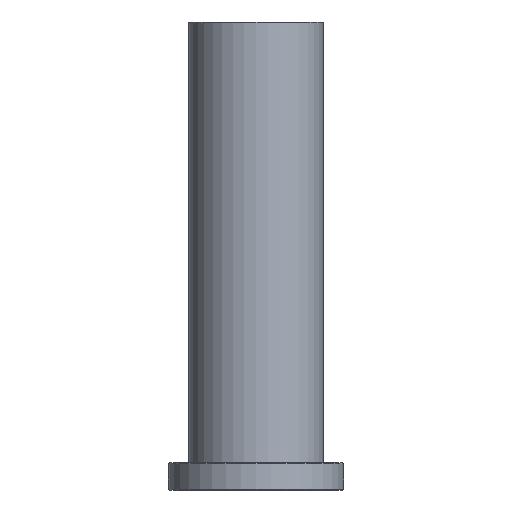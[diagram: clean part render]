
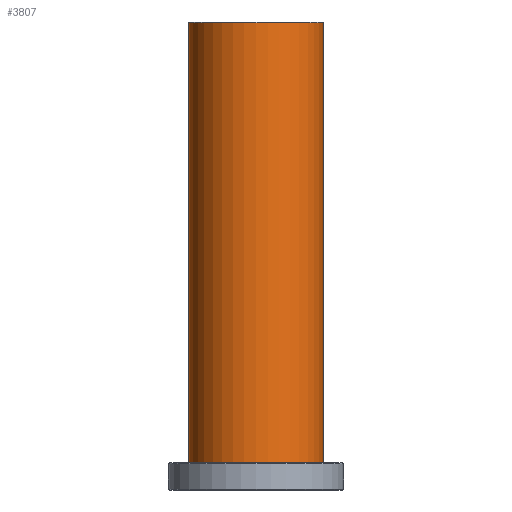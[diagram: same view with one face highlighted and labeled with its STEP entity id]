
A CAD part, front view. The second image highlights one B-rep face of the part: STEP entity #3807.
In plain terms, the highlighted cylindrical face has radius 17.425 mm (diameter 34.85 mm), a full revolution.
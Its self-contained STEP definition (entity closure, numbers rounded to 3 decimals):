
#2713 = PLANE('',#2714);
#2714 = AXIS2_PLACEMENT_3D('',#2715,#2716,#2717);
#2715 = CARTESIAN_POINT('',(0.,0.,7.));
#2716 = DIRECTION('',(0.,0.,1.));
#2717 = DIRECTION('',(1.,0.,0.));
#3649 = EDGE_CURVE('',#3650,#3650,#3652,.T.);
#3650 = VERTEX_POINT('',#3651);
#3651 = CARTESIAN_POINT('',(17.425,0.,7.));
#3652 = SURFACE_CURVE('',#3653,(#3658,#3665),.PCURVE_S1.);
#3653 = CIRCLE('',#3654,17.425);
#3654 = AXIS2_PLACEMENT_3D('',#3655,#3656,#3657);
#3655 = CARTESIAN_POINT('',(0.,0.,7.));
#3656 = DIRECTION('',(0.,0.,1.));
#3657 = DIRECTION('',(1.,0.,0.));
#3658 = PCURVE('',#2713,#3659);
#3659 = DEFINITIONAL_REPRESENTATION('',(#3660),#3664);
#3660 = CIRCLE('',#3661,17.425);
#3661 = AXIS2_PLACEMENT_2D('',#3662,#3663);
#3662 = CARTESIAN_POINT('',(0.,0.));
#3663 = DIRECTION('',(1.,0.));
#3664 = ( GEOMETRIC_REPRESENTATION_CONTEXT(2) 
PARAMETRIC_REPRESENTATION_CONTEXT() REPRESENTATION_CONTEXT('2D SPACE',''
  ) );
#3665 = PCURVE('',#3666,#3671);
#3666 = CYLINDRICAL_SURFACE('',#3667,17.425);
#3667 = AXIS2_PLACEMENT_3D('',#3668,#3669,#3670);
#3668 = CARTESIAN_POINT('',(0.,0.,7.));
#3669 = DIRECTION('',(-0.,-0.,-1.));
#3670 = DIRECTION('',(1.,0.,0.));
#3671 = DEFINITIONAL_REPRESENTATION('',(#3672),#3676);
#3672 = LINE('',#3673,#3674);
#3673 = CARTESIAN_POINT('',(-0.,0.));
#3674 = VECTOR('',#3675,1.);
#3675 = DIRECTION('',(-1.,0.));
#3676 = ( GEOMETRIC_REPRESENTATION_CONTEXT(2) 
PARAMETRIC_REPRESENTATION_CONTEXT() REPRESENTATION_CONTEXT('2D SPACE',''
  ) );
#3766 = CONICAL_SURFACE('',#3767,17.425,0.785);
#3767 = AXIS2_PLACEMENT_3D('',#3768,#3769,#3770);
#3768 = CARTESIAN_POINT('',(0.,0.,120.6));
#3769 = DIRECTION('',(-0.,-0.,-1.));
#3770 = DIRECTION('',(1.,0.,0.));
#3807 = ADVANCED_FACE('',(#3808),#3666,.T.);
#3808 = FACE_BOUND('',#3809,.F.);
#3809 = EDGE_LOOP('',(#3810,#3833,#3855,#3856));
#3810 = ORIENTED_EDGE('',*,*,#3811,.T.);
#3811 = EDGE_CURVE('',#3650,#3812,#3814,.T.);
#3812 = VERTEX_POINT('',#3813);
#3813 = CARTESIAN_POINT('',(17.425,0.,120.6));
#3814 = SEAM_CURVE('',#3815,(#3819,#3826),.PCURVE_S1.);
#3815 = LINE('',#3816,#3817);
#3816 = CARTESIAN_POINT('',(17.425,0.,7.));
#3817 = VECTOR('',#3818,1.);
#3818 = DIRECTION('',(0.,0.,1.));
#3819 = PCURVE('',#3666,#3820);
#3820 = DEFINITIONAL_REPRESENTATION('',(#3821),#3825);
#3821 = LINE('',#3822,#3823);
#3822 = CARTESIAN_POINT('',(-0.,0.));
#3823 = VECTOR('',#3824,1.);
#3824 = DIRECTION('',(-0.,-1.));
#3825 = ( GEOMETRIC_REPRESENTATION_CONTEXT(2) 
PARAMETRIC_REPRESENTATION_CONTEXT() REPRESENTATION_CONTEXT('2D SPACE',''
  ) );
#3826 = PCURVE('',#3666,#3827);
#3827 = DEFINITIONAL_REPRESENTATION('',(#3828),#3832);
#3828 = LINE('',#3829,#3830);
#3829 = CARTESIAN_POINT('',(-6.283,0.));
#3830 = VECTOR('',#3831,1.);
#3831 = DIRECTION('',(-0.,-1.));
#3832 = ( GEOMETRIC_REPRESENTATION_CONTEXT(2) 
PARAMETRIC_REPRESENTATION_CONTEXT() REPRESENTATION_CONTEXT('2D SPACE',''
  ) );
#3833 = ORIENTED_EDGE('',*,*,#3834,.T.);
#3834 = EDGE_CURVE('',#3812,#3812,#3835,.T.);
#3835 = SURFACE_CURVE('',#3836,(#3841,#3848),.PCURVE_S1.);
#3836 = CIRCLE('',#3837,17.425);
#3837 = AXIS2_PLACEMENT_3D('',#3838,#3839,#3840);
#3838 = CARTESIAN_POINT('',(0.,0.,120.6));
#3839 = DIRECTION('',(0.,0.,1.));
#3840 = DIRECTION('',(1.,0.,0.));
#3841 = PCURVE('',#3666,#3842);
#3842 = DEFINITIONAL_REPRESENTATION('',(#3843),#3847);
#3843 = LINE('',#3844,#3845);
#3844 = CARTESIAN_POINT('',(-0.,-113.6));
#3845 = VECTOR('',#3846,1.);
#3846 = DIRECTION('',(-1.,0.));
#3847 = ( GEOMETRIC_REPRESENTATION_CONTEXT(2) 
PARAMETRIC_REPRESENTATION_CONTEXT() REPRESENTATION_CONTEXT('2D SPACE',''
  ) );
#3848 = PCURVE('',#3766,#3849);
#3849 = DEFINITIONAL_REPRESENTATION('',(#3850),#3854);
#3850 = LINE('',#3851,#3852);
#3851 = CARTESIAN_POINT('',(-0.,0.));
#3852 = VECTOR('',#3853,1.);
#3853 = DIRECTION('',(-1.,0.));
#3854 = ( GEOMETRIC_REPRESENTATION_CONTEXT(2) 
PARAMETRIC_REPRESENTATION_CONTEXT() REPRESENTATION_CONTEXT('2D SPACE',''
  ) );
#3855 = ORIENTED_EDGE('',*,*,#3811,.F.);
#3856 = ORIENTED_EDGE('',*,*,#3649,.F.);
